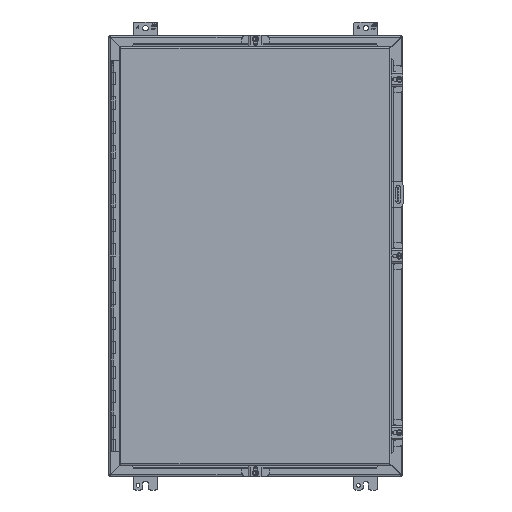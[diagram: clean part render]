
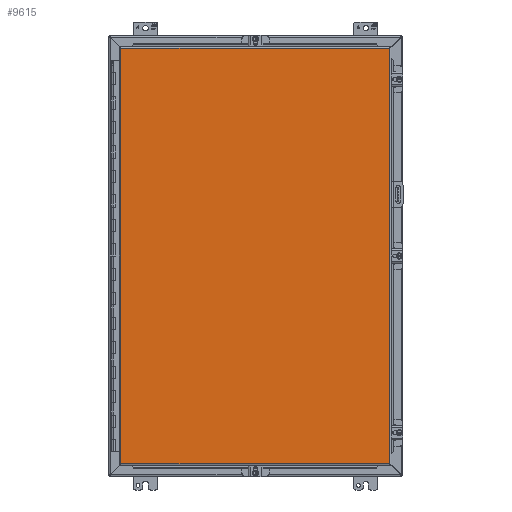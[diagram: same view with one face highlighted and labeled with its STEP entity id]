
A CAD part, front view. The second image highlights one B-rep face of the part: STEP entity #9615.
In plain terms, the highlighted planar face has unit normal (0, -1, 0).
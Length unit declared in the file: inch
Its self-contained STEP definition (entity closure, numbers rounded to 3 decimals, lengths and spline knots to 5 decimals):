
#1273 = CARTESIAN_POINT ( 'NONE',  ( 10.955, -9.21, 16.9945 ) ) ;
#5237 = EDGE_CURVE ( 'NONE', #19871, #24615, #10924, .T. ) ;
#6056 = DIRECTION ( 'NONE',  ( 0., 0., -1. ) ) ;
#6638 = LINE ( 'NONE', #52782, #13910 ) ;
#7478 = VERTEX_POINT ( 'NONE', #8304 ) ;
#8075 = LINE ( 'NONE', #40329, #28634 ) ;
#8304 = CARTESIAN_POINT ( 'NONE',  ( -11.017, -9.21, 16.9945 ) ) ;
#9615 = ADVANCED_FACE ( 'NONE', ( #14809 ), #51585, .T. ) ;
#10924 = LINE ( 'NONE', #1273, #44979 ) ;
#10986 = CARTESIAN_POINT ( 'NONE',  ( -11.017, -9.21, -16.9945 ) ) ;
#13910 = VECTOR ( 'NONE', #38604, 39.37008 ) ;
#14809 = FACE_OUTER_BOUND ( 'NONE', #46483, .T. ) ;
#17736 = VECTOR ( 'NONE', #46331, 39.37008 ) ;
#19008 = CARTESIAN_POINT ( 'NONE',  ( -11.017, -9.21, -16.9945 ) ) ;
#19871 = VERTEX_POINT ( 'NONE', #39580 ) ;
#22815 = ORIENTED_EDGE ( 'NONE', *, *, #46154, .F. ) ;
#24615 = VERTEX_POINT ( 'NONE', #48228 ) ;
#26478 = DIRECTION ( 'NONE',  ( -1., 0., 0. ) ) ;
#28634 = VECTOR ( 'NONE', #26478, 39.37008 ) ;
#28760 = ORIENTED_EDGE ( 'NONE', *, *, #59003, .F. ) ;
#32481 = CARTESIAN_POINT ( 'NONE',  ( -11.017, -9.21, 16.9945 ) ) ;
#33204 = AXIS2_PLACEMENT_3D ( 'NONE', #19008, #55806, #6056 ) ;
#38604 = DIRECTION ( 'NONE',  ( 0., 0., 1. ) ) ;
#38702 = ORIENTED_EDGE ( 'NONE', *, *, #56038, .F. ) ;
#39580 = CARTESIAN_POINT ( 'NONE',  ( 10.955, -9.21, 16.9945 ) ) ;
#40329 = CARTESIAN_POINT ( 'NONE',  ( 10.955, -9.21, -16.9945 ) ) ;
#44979 = VECTOR ( 'NONE', #56765, 39.37008 ) ;
#46154 = EDGE_CURVE ( 'NONE', #7478, #19871, #55691, .T. ) ;
#46331 = DIRECTION ( 'NONE',  ( 1., 0., 0. ) ) ;
#46483 = EDGE_LOOP ( 'NONE', ( #47045, #22815, #38702, #28760 ) ) ;
#47045 = ORIENTED_EDGE ( 'NONE', *, *, #5237, .F. ) ;
#48228 = CARTESIAN_POINT ( 'NONE',  ( 10.955, -9.21, -16.9945 ) ) ;
#51000 = VERTEX_POINT ( 'NONE', #10986 ) ;
#51585 = PLANE ( 'NONE',  #33204 ) ;
#52782 = CARTESIAN_POINT ( 'NONE',  ( -11.017, -9.21, -16.9945 ) ) ;
#55691 = LINE ( 'NONE', #32481, #17736 ) ;
#55806 = DIRECTION ( 'NONE',  ( 0., -1., 0. ) ) ;
#56038 = EDGE_CURVE ( 'NONE', #51000, #7478, #6638, .T. ) ;
#56765 = DIRECTION ( 'NONE',  ( 0., 0., -1. ) ) ;
#59003 = EDGE_CURVE ( 'NONE', #24615, #51000, #8075, .T. ) ;
